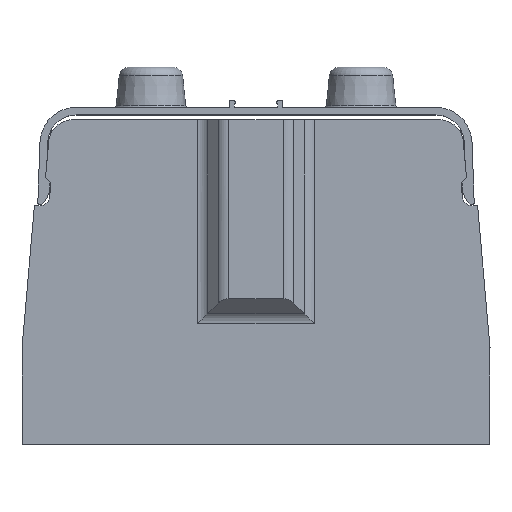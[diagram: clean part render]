
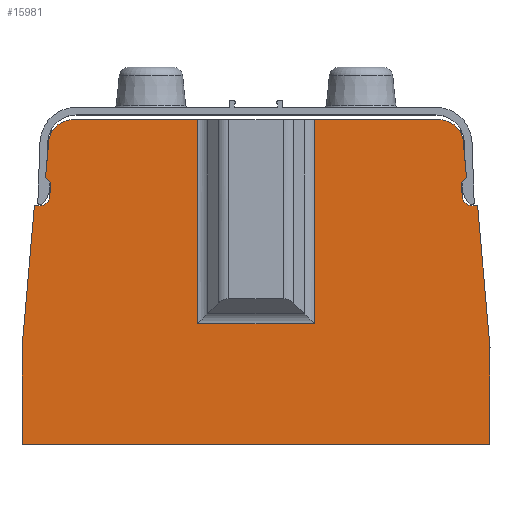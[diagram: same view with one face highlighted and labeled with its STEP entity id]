
A CAD part, top view. The second image highlights one B-rep face of the part: STEP entity #15981.
In plain terms, the highlighted planar face has unit normal (0, 0, 1).
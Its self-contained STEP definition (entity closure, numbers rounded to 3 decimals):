
#978=DIRECTION('',(1.,0.,0.));
#979=VECTOR('',#978,26.176);
#980=CARTESIAN_POINT('',(12.243,68.,67.5));
#981=LINE('',#980,#979);
#982=CARTESIAN_POINT('',(38.418,63.,67.5));
#983=DIRECTION('',(0.,0.,-1.));
#984=DIRECTION('',(0.,1.,0.));
#985=AXIS2_PLACEMENT_3D('',#982,#983,#984);
#987=DIRECTION('',(0.087,-0.996,0.));
#988=VECTOR('',#987,7.464);
#989=CARTESIAN_POINT('',(43.399,63.436,67.5));
#990=LINE('',#989,#988);
#991=DIRECTION('',(-0.707,-0.707,0.));
#992=VECTOR('',#991,1.566);
#993=CARTESIAN_POINT('',(44.05,56.,67.5));
#994=LINE('',#993,#992);
#995=DIRECTION('',(0.087,-0.996,0.));
#996=VECTOR('',#995,3.078);
#997=CARTESIAN_POINT('',(42.942,54.892,67.5));
#998=LINE('',#997,#996);
#999=CARTESIAN_POINT('',(45.203,52.,67.5));
#1000=DIRECTION('',(0.,0.,1.));
#1001=DIRECTION('',(-0.996,-0.087,0.));
#1002=AXIS2_PLACEMENT_3D('',#999,#1000,#1001);
#1004=DIRECTION('',(1.,0.,0.));
#1005=VECTOR('',#1004,1.197);
#1006=CARTESIAN_POINT('',(45.203,50.,67.5));
#1007=LINE('',#1006,#1005);
#1008=DIRECTION('',(0.087,-0.996,0.));
#1009=VECTOR('',#1008,29.788);
#1010=CARTESIAN_POINT('',(46.4,50.,67.5));
#1011=LINE('',#1010,#1009);
#1012=CARTESIAN_POINT('',(48.,20.238,67.5));
#1013=DIRECTION('',(0.,0.,-1.));
#1014=DIRECTION('',(0.996,0.087,0.));
#1015=AXIS2_PLACEMENT_3D('',#1012,#1013,#1014);
#1017=DIRECTION('',(0.,-1.,0.));
#1018=VECTOR('',#1017,20.238);
#1019=CARTESIAN_POINT('',(49.,20.238,67.5));
#1020=LINE('',#1019,#1018);
#1021=DIRECTION('',(-1.,0.,0.));
#1022=VECTOR('',#1021,98.);
#1023=CARTESIAN_POINT('',(49.,0.,67.5));
#1024=LINE('',#1023,#1022);
#1025=DIRECTION('',(0.,1.,0.));
#1026=VECTOR('',#1025,20.238);
#1027=CARTESIAN_POINT('',(-49.,0.,67.5));
#1028=LINE('',#1027,#1026);
#1029=CARTESIAN_POINT('',(-48.,20.238,67.5));
#1030=DIRECTION('',(0.,0.,-1.));
#1031=DIRECTION('',(-1.,0.,0.));
#1032=AXIS2_PLACEMENT_3D('',#1029,#1030,#1031);
#1034=DIRECTION('',(0.087,0.996,0.));
#1035=VECTOR('',#1034,29.788);
#1036=CARTESIAN_POINT('',(-48.996,20.325,67.5));
#1037=LINE('',#1036,#1035);
#1038=DIRECTION('',(1.,0.,0.));
#1039=VECTOR('',#1038,1.197);
#1040=CARTESIAN_POINT('',(-46.4,50.,67.5));
#1041=LINE('',#1040,#1039);
#1042=CARTESIAN_POINT('',(-45.203,52.,67.5));
#1043=DIRECTION('',(0.,0.,1.));
#1044=DIRECTION('',(0.,-1.,0.));
#1045=AXIS2_PLACEMENT_3D('',#1042,#1043,#1044);
#1047=DIRECTION('',(0.087,0.996,0.));
#1048=VECTOR('',#1047,3.078);
#1049=CARTESIAN_POINT('',(-43.211,51.826,67.5));
#1050=LINE('',#1049,#1048);
#1051=DIRECTION('',(-0.707,0.707,0.));
#1052=VECTOR('',#1051,1.566);
#1053=CARTESIAN_POINT('',(-42.942,54.892,67.5));
#1054=LINE('',#1053,#1052);
#1055=DIRECTION('',(0.087,0.996,0.));
#1056=VECTOR('',#1055,7.464);
#1057=CARTESIAN_POINT('',(-44.05,56.,67.5));
#1058=LINE('',#1057,#1056);
#1059=CARTESIAN_POINT('',(-38.418,63.,67.5));
#1060=DIRECTION('',(0.,0.,-1.));
#1061=DIRECTION('',(-0.996,0.087,0.));
#1062=AXIS2_PLACEMENT_3D('',#1059,#1060,#1061);
#1064=DIRECTION('',(1.,0.,0.));
#1065=VECTOR('',#1064,26.176);
#1066=CARTESIAN_POINT('',(-38.418,68.,67.5));
#1067=LINE('',#1066,#1065);
#1068=DIRECTION('',(0.,1.,0.));
#1069=VECTOR('',#1068,42.743);
#1070=CARTESIAN_POINT('',(-12.243,25.257,67.5));
#1071=LINE('',#1070,#1069);
#1072=DIRECTION('',(-1.,0.,0.));
#1073=VECTOR('',#1072,24.485);
#1074=CARTESIAN_POINT('',(12.243,25.257,67.5));
#1075=LINE('',#1074,#1073);
#1076=CARTESIAN_POINT('',(-12.243,25.257,67.5));
#1090=DIRECTION('',(0.,-1.,0.));
#1091=VECTOR('',#1090,42.743);
#1092=CARTESIAN_POINT('',(12.243,68.,67.5));
#1093=LINE('',#1092,#1091);
#12115=CARTESIAN_POINT('',(12.243,68.,67.5));
#12117=VERTEX_POINT('',#12115);
#12129=CARTESIAN_POINT('',(-12.243,68.,67.5));
#12130=VERTEX_POINT('',#12129);
#12139=CARTESIAN_POINT('',(43.399,63.436,67.5));
#12140=VERTEX_POINT('',#12139);
#12141=CARTESIAN_POINT('',(38.418,68.,67.5));
#12142=VERTEX_POINT('',#12141);
#12143=CARTESIAN_POINT('',(42.942,54.892,67.5));
#12144=VERTEX_POINT('',#12143);
#12145=CARTESIAN_POINT('',(45.203,50.,67.5));
#12146=VERTEX_POINT('',#12145);
#12147=CARTESIAN_POINT('',(43.211,51.826,67.5));
#12148=VERTEX_POINT('',#12147);
#12149=CARTESIAN_POINT('',(46.4,50.,67.5));
#12150=VERTEX_POINT('',#12149);
#12151=CARTESIAN_POINT('',(49.,20.238,67.5));
#12152=VERTEX_POINT('',#12151);
#12153=CARTESIAN_POINT('',(48.996,20.325,67.5));
#12154=VERTEX_POINT('',#12153);
#12155=CARTESIAN_POINT('',(-48.996,20.325,67.5));
#12156=VERTEX_POINT('',#12155);
#12157=CARTESIAN_POINT('',(-49.,20.238,67.5));
#12158=VERTEX_POINT('',#12157);
#12159=CARTESIAN_POINT('',(-46.4,50.,67.5));
#12160=VERTEX_POINT('',#12159);
#12161=CARTESIAN_POINT('',(-43.211,51.826,67.5));
#12162=VERTEX_POINT('',#12161);
#12163=CARTESIAN_POINT('',(-45.203,50.,67.5));
#12164=VERTEX_POINT('',#12163);
#12165=CARTESIAN_POINT('',(-42.942,54.892,67.5));
#12166=VERTEX_POINT('',#12165);
#12167=CARTESIAN_POINT('',(-38.418,68.,67.5));
#12168=VERTEX_POINT('',#12167);
#12169=CARTESIAN_POINT('',(-43.399,63.436,67.5));
#12170=VERTEX_POINT('',#12169);
#12171=CARTESIAN_POINT('',(44.05,56.,67.5));
#12172=VERTEX_POINT('',#12171);
#12173=CARTESIAN_POINT('',(49.,0.,67.5));
#12174=VERTEX_POINT('',#12173);
#12175=CARTESIAN_POINT('',(-49.,0.,67.5));
#12176=VERTEX_POINT('',#12175);
#12177=CARTESIAN_POINT('',(-44.05,56.,67.5));
#12178=VERTEX_POINT('',#12177);
#12179=VERTEX_POINT('',#1076);
#12181=CARTESIAN_POINT('',(12.243,25.257,67.5));
#12182=VERTEX_POINT('',#12181);
#15930=CARTESIAN_POINT('',(0.,34.,67.5));
#15931=DIRECTION('',(0.,0.,1.));
#15932=DIRECTION('',(1.,0.,0.));
#15933=AXIS2_PLACEMENT_3D('',#15930,#15931,#15932);
#15934=PLANE('',#15933);
#15936=ORIENTED_EDGE('',*,*,#15935,.F.);
#15938=ORIENTED_EDGE('',*,*,#15937,.F.);
#15940=ORIENTED_EDGE('',*,*,#15939,.F.);
#15941=ORIENTED_EDGE('',*,*,#14991,.T.);
#15943=ORIENTED_EDGE('',*,*,#15942,.T.);
#15944=ORIENTED_EDGE('',*,*,#15921,.T.);
#15945=ORIENTED_EDGE('',*,*,#15833,.T.);
#15947=ORIENTED_EDGE('',*,*,#15946,.T.);
#15949=ORIENTED_EDGE('',*,*,#15948,.T.);
#15951=ORIENTED_EDGE('',*,*,#15950,.T.);
#15953=ORIENTED_EDGE('',*,*,#15952,.T.);
#15955=ORIENTED_EDGE('',*,*,#15954,.T.);
#15957=ORIENTED_EDGE('',*,*,#15956,.T.);
#15959=ORIENTED_EDGE('',*,*,#15958,.T.);
#15961=ORIENTED_EDGE('',*,*,#15960,.T.);
#15963=ORIENTED_EDGE('',*,*,#15962,.T.);
#15965=ORIENTED_EDGE('',*,*,#15964,.T.);
#15967=ORIENTED_EDGE('',*,*,#15966,.T.);
#15969=ORIENTED_EDGE('',*,*,#15968,.T.);
#15971=ORIENTED_EDGE('',*,*,#15970,.T.);
#15973=ORIENTED_EDGE('',*,*,#15972,.T.);
#15975=ORIENTED_EDGE('',*,*,#15974,.T.);
#15977=ORIENTED_EDGE('',*,*,#15976,.T.);
#15978=ORIENTED_EDGE('',*,*,#15007,.T.);
#15979=EDGE_LOOP('',(#15936,#15938,#15940,#15941,#15943,#15944,#15945,#15947,
#15949,#15951,#15953,#15955,#15957,#15959,#15961,#15963,#15965,#15967,#15969,
#15971,#15973,#15975,#15977,#15978));
#15980=FACE_OUTER_BOUND('',#15979,.F.);
#986=CIRCLE('',#985,5.);
#1003=CIRCLE('',#1002,2.);
#1016=CIRCLE('',#1015,1.);
#1033=CIRCLE('',#1032,1.);
#1046=CIRCLE('',#1045,2.);
#1063=CIRCLE('',#1062,5.);
#14991=EDGE_CURVE('',#12117,#12142,#981,.T.);
#15007=EDGE_CURVE('',#12168,#12130,#1067,.T.);
#15833=EDGE_CURVE('',#12172,#12144,#994,.T.);
#15921=EDGE_CURVE('',#12140,#12172,#990,.T.);
#15935=EDGE_CURVE('',#12179,#12130,#1071,.T.);
#15937=EDGE_CURVE('',#12182,#12179,#1075,.T.);
#15939=EDGE_CURVE('',#12117,#12182,#1093,.T.);
#15942=EDGE_CURVE('',#12142,#12140,#986,.T.);
#15946=EDGE_CURVE('',#12144,#12148,#998,.T.);
#15948=EDGE_CURVE('',#12148,#12146,#1003,.T.);
#15950=EDGE_CURVE('',#12146,#12150,#1007,.T.);
#15952=EDGE_CURVE('',#12150,#12154,#1011,.T.);
#15954=EDGE_CURVE('',#12154,#12152,#1016,.T.);
#15956=EDGE_CURVE('',#12152,#12174,#1020,.T.);
#15958=EDGE_CURVE('',#12174,#12176,#1024,.T.);
#15960=EDGE_CURVE('',#12176,#12158,#1028,.T.);
#15962=EDGE_CURVE('',#12158,#12156,#1033,.T.);
#15964=EDGE_CURVE('',#12156,#12160,#1037,.T.);
#15966=EDGE_CURVE('',#12160,#12164,#1041,.T.);
#15968=EDGE_CURVE('',#12164,#12162,#1046,.T.);
#15970=EDGE_CURVE('',#12162,#12166,#1050,.T.);
#15972=EDGE_CURVE('',#12166,#12178,#1054,.T.);
#15974=EDGE_CURVE('',#12178,#12170,#1058,.T.);
#15976=EDGE_CURVE('',#12170,#12168,#1063,.T.);
#15981=ADVANCED_FACE('',(#15980),#15934,.T.);
